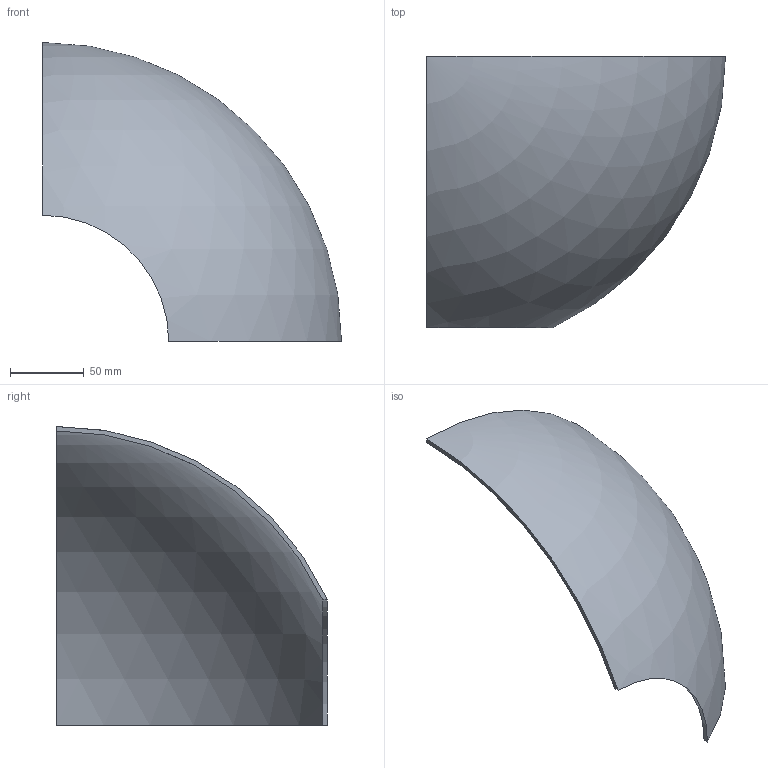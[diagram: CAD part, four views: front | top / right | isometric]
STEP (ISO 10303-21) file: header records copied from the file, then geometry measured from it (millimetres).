
FILE_DESCRIPTION (( 'STEP AP214' ), '1' );
FILE_NAME ('Ecke Silo 1.STEP', '2013-03-28T11:42:52', ( '' ), ( '' ), 'SwSTEP 2.0', 'SolidWorks 2013', '' );
FILE_SCHEMA (( 'AUTOMOTIVE_DESIGN' ));
Length unit declared in the file: millimetre
Products named in the file (1): Ecke Silo 1
Bounding box: 203 x 184.01 x 203 mm (x, y, z)
Volume: 173154.3 mm3; surface area: 118204.6 mm2
Topology: 1 solids, 1 shells, 6 faces, 14 edges, 8 vertices
Faces by surface type: plane 3, sphere 2, cylinder 1
Entity records: 198 total; most frequent: DIRECTION 34, CARTESIAN_POINT 27, ORIENTED_EDGE 24, AXIS2_PLACEMENT_3D 15, EDGE_CURVE 12, VERTEX_POINT 8, CIRCLE 8, FACE_OUTER_BOUND 6
